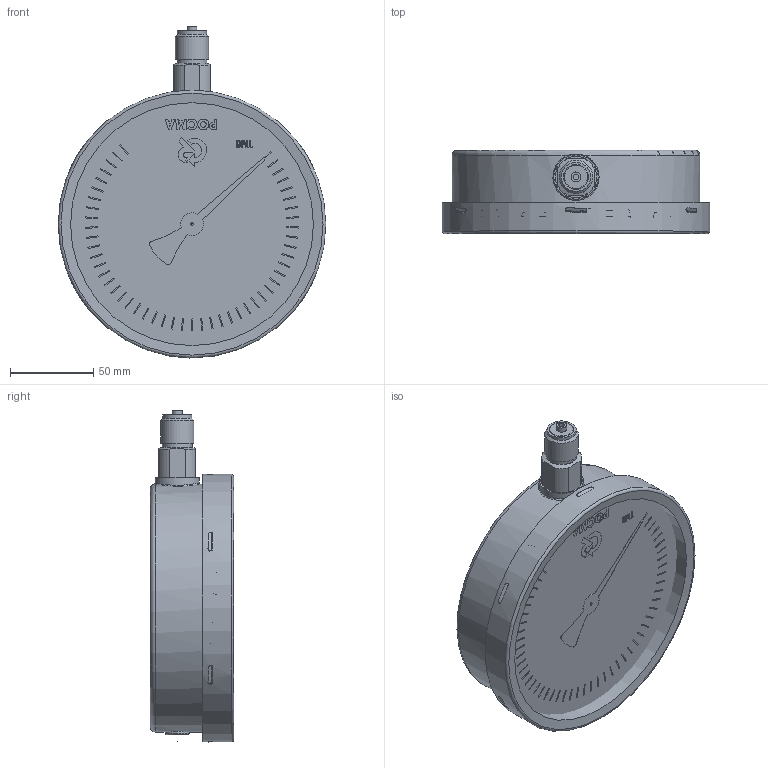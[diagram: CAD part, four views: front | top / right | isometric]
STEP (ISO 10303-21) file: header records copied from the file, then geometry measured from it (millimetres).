
FILE_DESCRIPTION(/* description */ ('ТМ-620Р'),/* implementation_level */ '2;1');
FILE_NAME(/* name */ 'ТМ-620Р.stp',/* time_stamp */ '2023-07-11T08:39:18+03:00',/* author */ ('Tech'),/* organization */ (''),/* preprocessor_version */ 'ST-DEVELOPER v18.1',/* originating_system */ 'Autodesk Inventor 2021',/* authorisation */ '');
FILE_SCHEMA (('AUTOMOTIVE_DESIGN { 1 0 10303 214 3 1 1 }'));
Length unit declared in the file: millimetre
Products named in the file (1): ТМ-620Р
Bounding box: 160.9 x 50.09 x 199.59 mm (x, y, z)
Volume: 921719.4 mm3; surface area: 128885.6 mm2
Topology: 7 solids, 13 shells, 758 faces, 1916 edges, 1285 vertices
Faces by surface type: plane 517, cylinder 142, cone 57, bspline 22, torus 20
Full cylindrical faces by diameter (mm): 1.568 x1, 3 x1, 3.3 x7, 3.315 x1, 4 x3, 4.3 x3, 5.25 x1, 5.8 x3, 6 x1, 6.5 x1, 6.562 x1, 7.6 x3, 10 x2, 11 x1, 14.5 x1, 17.5 x1, 18 x1, 20 x1, 25 x1, 26.6 x1, 146 x1, 147.4 x1, 149 x1, 160.9 x1
Entity records: 25536 total; most frequent: CARTESIAN_POINT 7292, ORIENTED_EDGE 3824, DIRECTION 3578, EDGE_CURVE 1912, VERTEX_POINT 1285, LINE 1268, VECTOR 1268, AXIS2_PLACEMENT_3D 1155
